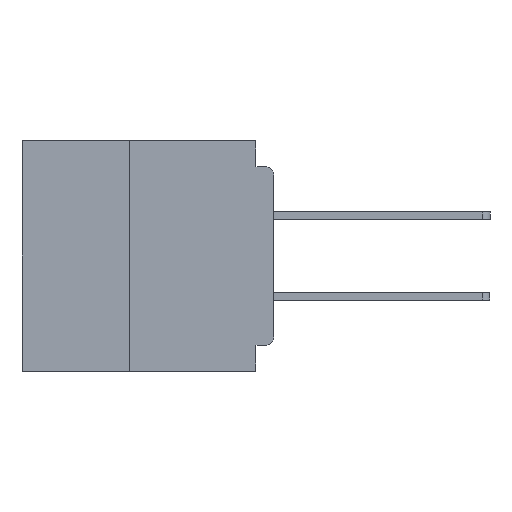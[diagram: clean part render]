
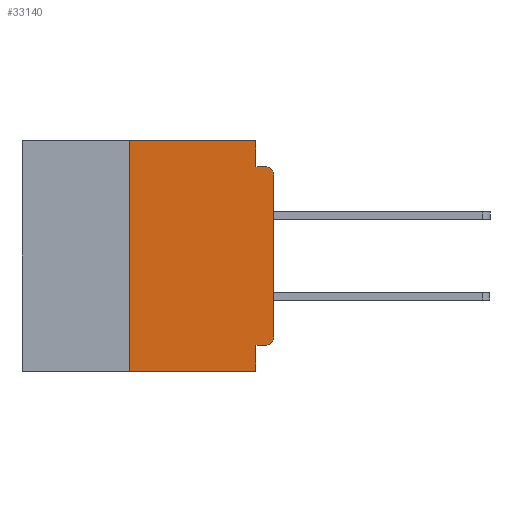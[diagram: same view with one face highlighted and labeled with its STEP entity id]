
A CAD part, left-side view. The second image highlights one B-rep face of the part: STEP entity #33140.
In plain terms, the highlighted planar face has unit normal (-1, 0, 0).
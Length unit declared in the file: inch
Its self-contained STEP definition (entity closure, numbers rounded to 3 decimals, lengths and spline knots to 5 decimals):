
#323 = DIRECTION ( 'NONE',  ( 0., 0., -1. ) ) ;
#463 = CARTESIAN_POINT ( 'NONE',  ( 0., 0.015, -0.355 ) ) ;
#637 = LINE ( 'NONE', #27928, #9935 ) ;
#1425 = ORIENTED_EDGE ( 'NONE', *, *, #33570, .F. ) ;
#1739 = CARTESIAN_POINT ( 'NONE',  ( 0., 0.015, -0.34 ) ) ;
#2053 = ORIENTED_EDGE ( 'NONE', *, *, #43673, .T. ) ;
#2717 = CARTESIAN_POINT ( 'NONE',  ( 0., 0.031, -0.355 ) ) ;
#3385 = PLANE ( 'NONE',  #24478 ) ;
#5499 = DIRECTION ( 'NONE',  ( 0., 0., 1. ) ) ;
#5721 = DIRECTION ( 'NONE',  ( 0., 0., -1. ) ) ;
#5868 = ORIENTED_EDGE ( 'NONE', *, *, #31319, .T. ) ;
#6263 = EDGE_CURVE ( 'NONE', #25277, #7305, #24849, .T. ) ;
#6844 = LINE ( 'NONE', #34943, #26581 ) ;
#7186 = CARTESIAN_POINT ( 'NONE',  ( 0., 0.031, -0.045 ) ) ;
#7305 = VERTEX_POINT ( 'NONE', #40718 ) ;
#7352 = CARTESIAN_POINT ( 'NONE',  ( 0., 0.25, -0.4 ) ) ;
#9778 = CARTESIAN_POINT ( 'NONE',  ( 0., 0.25, 0. ) ) ;
#9900 = VECTOR ( 'NONE', #24169, 39.37008 ) ;
#9935 = VECTOR ( 'NONE', #323, 39.37008 ) ;
#10018 = ORIENTED_EDGE ( 'NONE', *, *, #48674, .T. ) ;
#11129 = CARTESIAN_POINT ( 'NONE',  ( 0., 0.015, -0.06 ) ) ;
#11579 = FACE_OUTER_BOUND ( 'NONE', #47197, .T. ) ;
#11992 = ORIENTED_EDGE ( 'NONE', *, *, #44349, .F. ) ;
#14037 = CARTESIAN_POINT ( 'NONE',  ( 0., 0., -0.355 ) ) ;
#15087 = DIRECTION ( 'NONE',  ( 0., 0., -1. ) ) ;
#15493 = DIRECTION ( 'NONE',  ( 0., 0., -1. ) ) ;
#16296 = ORIENTED_EDGE ( 'NONE', *, *, #31455, .F. ) ;
#17281 = CARTESIAN_POINT ( 'NONE',  ( 0., 0.031, 0. ) ) ;
#18055 = CARTESIAN_POINT ( 'NONE',  ( 0., 0., -0.06 ) ) ;
#18857 = LINE ( 'NONE', #30961, #37237 ) ;
#19125 = DIRECTION ( 'NONE',  ( 0., -1., 0. ) ) ;
#19711 = VERTEX_POINT ( 'NONE', #7186 ) ;
#21233 = VECTOR ( 'NONE', #43327, 39.37008 ) ;
#23875 = DIRECTION ( 'NONE',  ( 0., -1., 0. ) ) ;
#24169 = DIRECTION ( 'NONE',  ( 0., -1., 0. ) ) ;
#24224 = CARTESIAN_POINT ( 'NONE',  ( 0., 0., -0.34 ) ) ;
#24298 = EDGE_CURVE ( 'NONE', #48341, #19711, #42053, .T. ) ;
#24478 = AXIS2_PLACEMENT_3D ( 'NONE', #46661, #38949, #15493 ) ;
#24849 = CIRCLE ( 'NONE', #30573, 0.015 ) ;
#25277 = VERTEX_POINT ( 'NONE', #18055 ) ;
#25638 = VERTEX_POINT ( 'NONE', #24224 ) ;
#25789 = CIRCLE ( 'NONE', #36583, 0.015 ) ;
#26547 = EDGE_CURVE ( 'NONE', #46342, #44616, #637, .T. ) ;
#26581 = VECTOR ( 'NONE', #38854, 39.37008 ) ;
#27928 = CARTESIAN_POINT ( 'NONE',  ( 0., 0.031, -0.4 ) ) ;
#28395 = LINE ( 'NONE', #43376, #47944 ) ;
#29346 = DIRECTION ( 'NONE',  ( -1., 0., 0. ) ) ;
#29611 = LINE ( 'NONE', #43655, #9900 ) ;
#30573 = AXIS2_PLACEMENT_3D ( 'NONE', #11129, #38561, #15087 ) ;
#30961 = CARTESIAN_POINT ( 'NONE',  ( 0., 0.437, -0.4 ) ) ;
#31319 = EDGE_CURVE ( 'NONE', #25638, #25277, #6844, .T. ) ;
#31455 = EDGE_CURVE ( 'NONE', #50208, #48341, #29611, .T. ) ;
#33140 = ADVANCED_FACE ( 'NONE', ( #11579 ), #3385, .F. ) ;
#33491 = ORIENTED_EDGE ( 'NONE', *, *, #42277, .F. ) ;
#33570 = EDGE_CURVE ( 'NONE', #34615, #46342, #50796, .T. ) ;
#34262 = LINE ( 'NONE', #44828, #44668 ) ;
#34615 = VERTEX_POINT ( 'NONE', #463 ) ;
#34943 = CARTESIAN_POINT ( 'NONE',  ( 0., 0., 0. ) ) ;
#35641 = ORIENTED_EDGE ( 'NONE', *, *, #26547, .F. ) ;
#36583 = AXIS2_PLACEMENT_3D ( 'NONE', #1739, #29346, #5721 ) ;
#37237 = VECTOR ( 'NONE', #19125, 39.37008 ) ;
#38561 = DIRECTION ( 'NONE',  ( -1., 0., 0. ) ) ;
#38854 = DIRECTION ( 'NONE',  ( 0., 0., 1. ) ) ;
#38949 = DIRECTION ( 'NONE',  ( 1., 0., 0. ) ) ;
#39364 = CARTESIAN_POINT ( 'NONE',  ( 0., 0.031, 0. ) ) ;
#40383 = VECTOR ( 'NONE', #49359, 39.37008 ) ;
#40718 = CARTESIAN_POINT ( 'NONE',  ( 0., 0.015, -0.045 ) ) ;
#42053 = LINE ( 'NONE', #39364, #21233 ) ;
#42140 = VERTEX_POINT ( 'NONE', #7352 ) ;
#42277 = EDGE_CURVE ( 'NONE', #19711, #7305, #28395, .T. ) ;
#43327 = DIRECTION ( 'NONE',  ( 0., 0., -1. ) ) ;
#43376 = CARTESIAN_POINT ( 'NONE',  ( 0., 0., -0.045 ) ) ;
#43655 = CARTESIAN_POINT ( 'NONE',  ( 0., 0.437, 0. ) ) ;
#43673 = EDGE_CURVE ( 'NONE', #34615, #25638, #25789, .T. ) ;
#44349 = EDGE_CURVE ( 'NONE', #42140, #50208, #34262, .T. ) ;
#44616 = VERTEX_POINT ( 'NONE', #50112 ) ;
#44668 = VECTOR ( 'NONE', #5499, 39.37008 ) ;
#44828 = CARTESIAN_POINT ( 'NONE',  ( 0., 0.25, -0.4 ) ) ;
#45307 = ORIENTED_EDGE ( 'NONE', *, *, #6263, .T. ) ;
#46342 = VERTEX_POINT ( 'NONE', #2717 ) ;
#46661 = CARTESIAN_POINT ( 'NONE',  ( 0., 0.437, 0. ) ) ;
#47154 = ORIENTED_EDGE ( 'NONE', *, *, #24298, .F. ) ;
#47197 = EDGE_LOOP ( 'NONE', ( #5868, #45307, #33491, #47154, #16296, #11992, #10018, #35641, #1425, #2053 ) ) ;
#47944 = VECTOR ( 'NONE', #23875, 39.37008 ) ;
#48341 = VERTEX_POINT ( 'NONE', #17281 ) ;
#48674 = EDGE_CURVE ( 'NONE', #42140, #44616, #18857, .T. ) ;
#49359 = DIRECTION ( 'NONE',  ( 0., 1., 0. ) ) ;
#50112 = CARTESIAN_POINT ( 'NONE',  ( 0., 0.031, -0.4 ) ) ;
#50208 = VERTEX_POINT ( 'NONE', #9778 ) ;
#50796 = LINE ( 'NONE', #14037, #40383 ) ;
